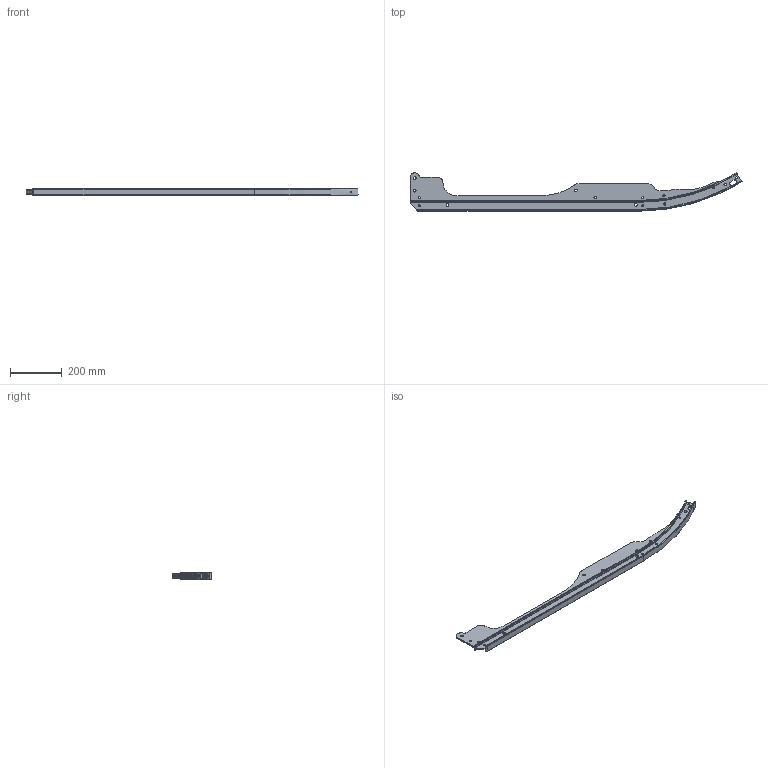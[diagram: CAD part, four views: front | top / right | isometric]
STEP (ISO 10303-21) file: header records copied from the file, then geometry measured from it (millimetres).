
FILE_DESCRIPTION (( 'STEP AP214' ), '1' );
FILE_NAME ('L30201562.STEP', '2024-03-12T10:01:18', ( '' ), ( '' ), 'SwSTEP 2.0', 'SolidWorks 2024', '' );
FILE_SCHEMA (( 'AUTOMOTIVE_DESIGN' ));
Length unit declared in the file: millimetre
Products named in the file (1): L30201562
Bounding box: 1277.44 x 148 x 25 mm (x, y, z)
Volume: 859913.9 mm3; surface area: 299151.1 mm2
Topology: 1 solids, 1 shells, 127 faces, 361 edges, 234 vertices
Faces by surface type: cylinder 72, plane 35, torus 16, bspline 4
Entity records: 4682 total; most frequent: CARTESIAN_POINT 1187, DIRECTION 767, ORIENTED_EDGE 722, EDGE_CURVE 361, AXIS2_PLACEMENT_3D 306, VERTEX_POINT 234, CIRCLE 182, EDGE_LOOP 159
